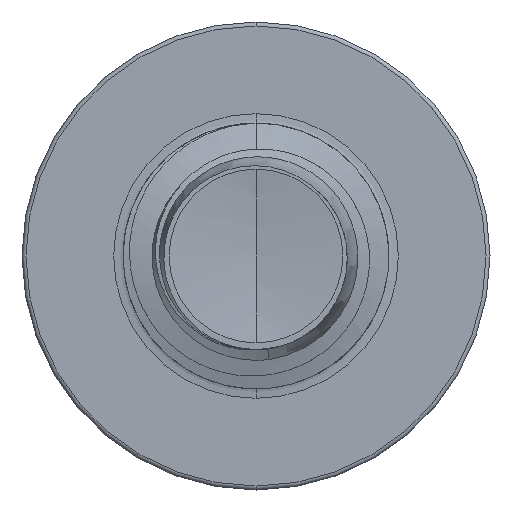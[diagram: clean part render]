
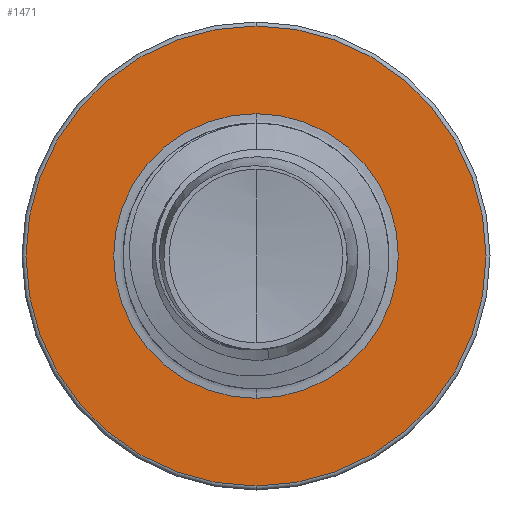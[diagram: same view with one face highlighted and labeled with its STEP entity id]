
A CAD part, front view. The second image highlights one B-rep face of the part: STEP entity #1471.
In plain terms, the highlighted planar face has unit normal (0, -1, 0).
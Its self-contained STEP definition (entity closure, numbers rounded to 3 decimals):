
#62 = DIRECTION ( 'NONE',  ( 0., 1., 0. ) ) ;
#781 = DIRECTION ( 'NONE',  ( 0., 0., 1. ) ) ;
#806 = CARTESIAN_POINT ( 'NONE',  ( 0., 6.5, 2.677 ) ) ;
#812 = DIRECTION ( 'NONE',  ( 0., 1., 0. ) ) ;
#846 = CARTESIAN_POINT ( 'NONE',  ( 0., 6.5, 0. ) ) ;
#901 = DIRECTION ( 'NONE',  ( 0., 0., 1. ) ) ;
#928 = DIRECTION ( 'NONE',  ( 0., 1., 0. ) ) ;
#961 = CARTESIAN_POINT ( 'NONE',  ( 0., 6.5, 0. ) ) ;
#1471 = ADVANCED_FACE ( 'NONE', ( #2324, #11601 ), #18517, .F. ) ;
#1890 = CARTESIAN_POINT ( 'NONE',  ( 0., 6.5, 4.325 ) ) ;
#2324 = FACE_OUTER_BOUND ( 'NONE', #3942, .T. ) ;
#2655 = AXIS2_PLACEMENT_3D ( 'NONE', #961, #928, #901 ) ;
#2790 = AXIS2_PLACEMENT_3D ( 'NONE', #846, #812, #781 ) ;
#3655 = AXIS2_PLACEMENT_3D ( 'NONE', #12114, #12111, #12095 ) ;
#3885 = DIRECTION ( 'NONE',  ( 0., 0., 1. ) ) ;
#3936 = ORIENTED_EDGE ( 'NONE', *, *, #17098, .F. ) ;
#3942 = EDGE_LOOP ( 'NONE', ( #16549, #3936 ) ) ;
#4621 = CARTESIAN_POINT ( 'NONE',  ( 0., 6.5, -2.677 ) ) ;
#5149 = AXIS2_PLACEMENT_3D ( 'NONE', #15810, #15796, #15772 ) ;
#6115 = CARTESIAN_POINT ( 'NONE',  ( 0., 6.5, -2.677 ) ) ;
#6360 = VERTEX_POINT ( 'NONE', #13369 ) ;
#9255 = ORIENTED_EDGE ( 'NONE', *, *, #17097, .T. ) ;
#9436 = CIRCLE ( 'NONE', #5149, 2.677 ) ;
#9703 = VERTEX_POINT ( 'NONE', #1890 ) ;
#11057 = CIRCLE ( 'NONE', #3655, 4.325 ) ;
#11601 = FACE_BOUND ( 'NONE', #17353, .T. ) ;
#12095 = DIRECTION ( 'NONE',  ( 0., 0., 1. ) ) ;
#12111 = DIRECTION ( 'NONE',  ( 0., 1., 0. ) ) ;
#12114 = CARTESIAN_POINT ( 'NONE',  ( 0., 6.5, 0. ) ) ;
#13214 = VERTEX_POINT ( 'NONE', #4621 ) ;
#13369 = CARTESIAN_POINT ( 'NONE',  ( 0., 6.5, -4.325 ) ) ;
#13820 = ORIENTED_EDGE ( 'NONE', *, *, #16171, .T. ) ;
#14467 = AXIS2_PLACEMENT_3D ( 'NONE', #6115, #62, #3885 ) ;
#14731 = VERTEX_POINT ( 'NONE', #806 ) ;
#15055 = CIRCLE ( 'NONE', #2790, 4.325 ) ;
#15772 = DIRECTION ( 'NONE',  ( 0., 0., 1. ) ) ;
#15796 = DIRECTION ( 'NONE',  ( 0., 1., 0. ) ) ;
#15810 = CARTESIAN_POINT ( 'NONE',  ( 0., 6.5, 0. ) ) ;
#16171 = EDGE_CURVE ( 'NONE', #13214, #14731, #9436, .T. ) ;
#16549 = ORIENTED_EDGE ( 'NONE', *, *, #16692, .F. ) ;
#16692 = EDGE_CURVE ( 'NONE', #9703, #6360, #11057, .T. ) ;
#17097 = EDGE_CURVE ( 'NONE', #14731, #13214, #17177, .T. ) ;
#17098 = EDGE_CURVE ( 'NONE', #6360, #9703, #15055, .T. ) ;
#17177 = CIRCLE ( 'NONE', #2655, 2.677 ) ;
#17353 = EDGE_LOOP ( 'NONE', ( #9255, #13820 ) ) ;
#18517 = PLANE ( 'NONE',  #14467 ) ;
